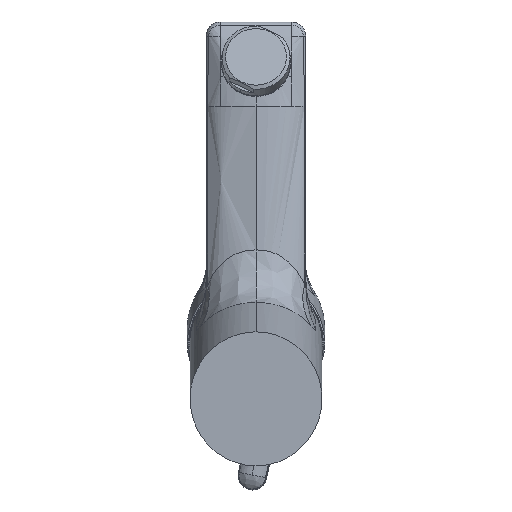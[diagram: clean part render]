
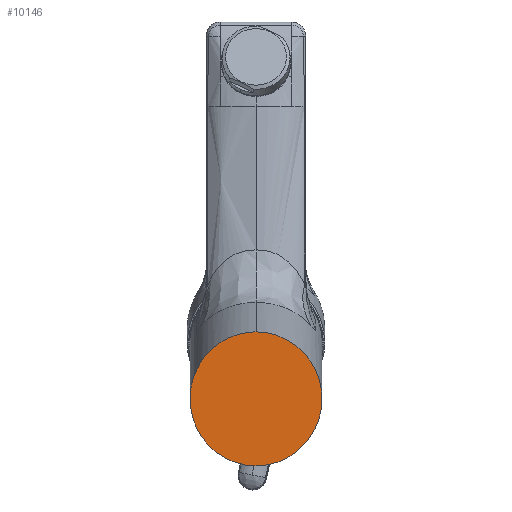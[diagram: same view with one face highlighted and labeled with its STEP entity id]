
A CAD part, front view. The second image highlights one B-rep face of the part: STEP entity #10146.
In plain terms, the highlighted planar face has unit normal (0, -1, 0).
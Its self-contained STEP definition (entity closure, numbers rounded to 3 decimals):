
#609 = ORIENTED_EDGE ( 'NONE', *, *, #11335, .F. ) ;
#2150 = CARTESIAN_POINT ( 'NONE',  ( 0., 0., 23.609 ) ) ;
#2429 = CARTESIAN_POINT ( 'NONE',  ( 0., 0., 23.609 ) ) ;
#3027 = CARTESIAN_POINT ( 'NONE',  ( 0., 0., -23.609 ) ) ;
#4681 = VERTEX_POINT ( 'NONE', #3027 ) ;
#4925 = FACE_OUTER_BOUND ( 'NONE', #7359, .T. ) ;
#4940 = CARTESIAN_POINT ( 'NONE',  ( 30., 0., -39.186 ) ) ;
#5836 = CARTESIAN_POINT ( 'NONE',  ( 0., 0., -23.609 ) ) ;
#5870 = CARTESIAN_POINT ( 'NONE',  ( 0., 0., 23.609 ) ) ;
#6118 =( BOUNDED_CURVE ( )  B_SPLINE_CURVE ( 3, ( #2429, #9541, #10413, #11299 ),
 .UNSPECIFIED., .F., .T. ) 
 B_SPLINE_CURVE_WITH_KNOTS ( ( 4, 4 ),
 ( 3.142, 6.283 ),
 .UNSPECIFIED. ) 
 CURVE ( )  GEOMETRIC_REPRESENTATION_ITEM ( )  RATIONAL_B_SPLINE_CURVE ( ( 1., 0.333, 0.333, 1. ) ) 
 REPRESENTATION_ITEM ( '' )  );
#7161 = VERTEX_POINT ( 'NONE', #2150 ) ;
#7359 = EDGE_LOOP ( 'NONE', ( #10366, #609 ) ) ;
#7646 = PLANE ( 'NONE',  #8617 ) ;
#8494 = CARTESIAN_POINT ( 'NONE',  ( -46.5, 0., 23.609 ) ) ;
#8617 = AXIS2_PLACEMENT_3D ( 'NONE', #4940, #9460, #10330 ) ;
#9393 = CARTESIAN_POINT ( 'NONE',  ( -46.5, 0., -23.609 ) ) ;
#9460 = DIRECTION ( 'NONE',  ( 0., -1., 0. ) ) ;
#9541 = CARTESIAN_POINT ( 'NONE',  ( 46.5, 0., 23.609 ) ) ;
#10146 = ADVANCED_FACE ( 'NONE', ( #4925 ), #7646, .T. ) ;
#10330 = DIRECTION ( 'NONE',  ( 1., 0., 0. ) ) ;
#10366 = ORIENTED_EDGE ( 'NONE', *, *, #10529, .F. ) ;
#10413 = CARTESIAN_POINT ( 'NONE',  ( 46.5, 0., -23.609 ) ) ;
#10529 = EDGE_CURVE ( 'NONE', #4681, #7161, #11298, .T. ) ;
#11298 =( BOUNDED_CURVE ( )  B_SPLINE_CURVE ( 3, ( #5836, #9393, #8494, #5870 ),
 .UNSPECIFIED., .F., .T. ) 
 B_SPLINE_CURVE_WITH_KNOTS ( ( 4, 4 ),
 ( 0., 3.142 ),
 .UNSPECIFIED. ) 
 CURVE ( )  GEOMETRIC_REPRESENTATION_ITEM ( )  RATIONAL_B_SPLINE_CURVE ( ( 1., 0.333, 0.333, 1. ) ) 
 REPRESENTATION_ITEM ( '' )  );
#11299 = CARTESIAN_POINT ( 'NONE',  ( 0., 0., -23.609 ) ) ;
#11335 = EDGE_CURVE ( 'NONE', #7161, #4681, #6118, .T. ) ;
